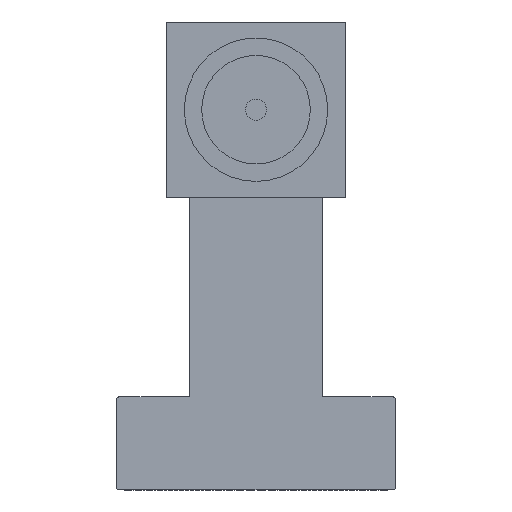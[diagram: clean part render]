
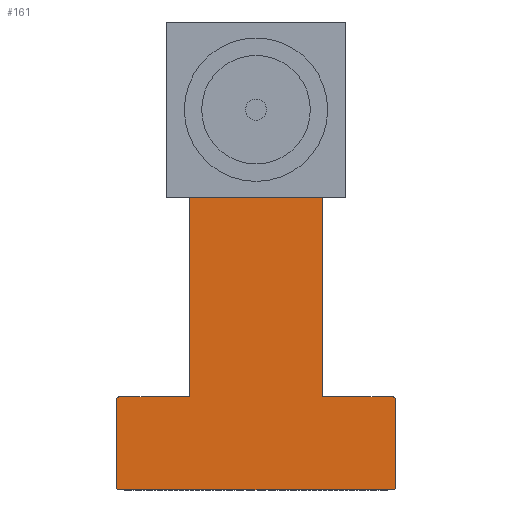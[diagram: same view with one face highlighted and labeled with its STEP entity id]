
A CAD part, top view. The second image highlights one B-rep face of the part: STEP entity #161.
In plain terms, the highlighted planar face has unit normal (0, 0, 1).
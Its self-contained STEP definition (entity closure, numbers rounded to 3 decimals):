
#54 = CARTESIAN_POINT ( 'NONE',  ( 3.1, -12.96, 2.3 ) ) ;
#97 = ORIENTED_EDGE ( 'NONE', *, *, #100, .T. ) ;
#100 = EDGE_CURVE ( 'NONE', #4722, #3836, #4474, .T. ) ;
#113 = DIRECTION ( 'NONE',  ( -1., 0., 0. ) ) ;
#161 = ADVANCED_FACE ( 'NONE', ( #4639 ), #577, .F. ) ;
#192 = CARTESIAN_POINT ( 'NONE',  ( 0., 0., 2.3 ) ) ;
#202 = CARTESIAN_POINT ( 'NONE',  ( 6.19, -17.06, 2.3 ) ) ;
#227 = DIRECTION ( 'NONE',  ( 0., 0., 1. ) ) ;
#241 = DIRECTION ( 'NONE',  ( 0., 0., 1. ) ) ;
#259 = DIRECTION ( 'NONE',  ( -1., 0., 0. ) ) ;
#331 = ORIENTED_EDGE ( 'NONE', *, *, #747, .T. ) ;
#343 = CIRCLE ( 'NONE', #3158, 0.1 ) ;
#347 = DIRECTION ( 'NONE',  ( -1., 0., 0. ) ) ;
#361 = VERTEX_POINT ( 'NONE', #3978 ) ;
#364 = EDGE_CURVE ( 'NONE', #4265, #3478, #1393, .T. ) ;
#384 = CARTESIAN_POINT ( 'NONE',  ( -6.19, -13.06, 2.3 ) ) ;
#410 = LINE ( 'NONE', #4074, #2417 ) ;
#443 = CARTESIAN_POINT ( 'NONE',  ( -6.19, -12.96, 2.3 ) ) ;
#507 = CARTESIAN_POINT ( 'NONE',  ( -3.1, -12.96, 2.3 ) ) ;
#538 = CIRCLE ( 'NONE', #4036, 0.1 ) ;
#577 = PLANE ( 'NONE',  #3022 ) ;
#595 = DIRECTION ( 'NONE',  ( -1., 0., 0. ) ) ;
#649 = VERTEX_POINT ( 'NONE', #3210 ) ;
#686 = VERTEX_POINT ( 'NONE', #3863 ) ;
#714 = ORIENTED_EDGE ( 'NONE', *, *, #3572, .T. ) ;
#747 = EDGE_CURVE ( 'NONE', #3836, #4433, #2746, .T. ) ;
#770 = ORIENTED_EDGE ( 'NONE', *, *, #894, .F. ) ;
#797 = DIRECTION ( 'NONE',  ( 0., -1., 0. ) ) ;
#810 = VERTEX_POINT ( 'NONE', #507 ) ;
#843 = CARTESIAN_POINT ( 'NONE',  ( -6.19, -17.06, 2.3 ) ) ;
#881 = VECTOR ( 'NONE', #3847, 1000. ) ;
#891 = DIRECTION ( 'NONE',  ( 0., 0., 1. ) ) ;
#894 = EDGE_CURVE ( 'NONE', #3690, #4521, #410, .T. ) ;
#897 = ORIENTED_EDGE ( 'NONE', *, *, #1183, .T. ) ;
#904 = DIRECTION ( 'NONE',  ( -1., 0., 0. ) ) ;
#920 = DIRECTION ( 'NONE',  ( -1., 0., 0. ) ) ;
#1071 = EDGE_CURVE ( 'NONE', #361, #810, #343, .T. ) ;
#1099 = EDGE_CURVE ( 'NONE', #3690, #649, #2218, .T. ) ;
#1118 = DIRECTION ( 'NONE',  ( 0., 0., -1. ) ) ;
#1151 = CARTESIAN_POINT ( 'NONE',  ( -3.1, -12.86, 2.3 ) ) ;
#1183 = EDGE_CURVE ( 'NONE', #4433, #4521, #4697, .T. ) ;
#1316 = LINE ( 'NONE', #3984, #2681 ) ;
#1380 = EDGE_CURVE ( 'NONE', #2644, #686, #3861, .T. ) ;
#1393 = LINE ( 'NONE', #3763, #1517 ) ;
#1423 = EDGE_CURVE ( 'NONE', #3478, #2644, #1762, .T. ) ;
#1516 = EDGE_CURVE ( 'NONE', #3348, #4265, #538, .T. ) ;
#1517 = VECTOR ( 'NONE', #113, 1000. ) ;
#1534 = CARTESIAN_POINT ( 'NONE',  ( 6.29, -13.06, 2.3 ) ) ;
#1669 = CARTESIAN_POINT ( 'NONE',  ( -6.19, -17.16, 2.3 ) ) ;
#1679 = DIRECTION ( 'NONE',  ( -1., 0., 0. ) ) ;
#1762 = CIRCLE ( 'NONE', #3314, 0.1 ) ;
#1764 = DIRECTION ( 'NONE',  ( 0., -1., 0. ) ) ;
#1770 = ORIENTED_EDGE ( 'NONE', *, *, #2838, .F. ) ;
#1790 = VECTOR ( 'NONE', #797, 1000. ) ;
#1900 = LINE ( 'NONE', #3786, #1790 ) ;
#1959 = VECTOR ( 'NONE', #4608, 1000. ) ;
#2218 = CIRCLE ( 'NONE', #3413, 0.1 ) ;
#2248 = ORIENTED_EDGE ( 'NONE', *, *, #4694, .T. ) ;
#2254 = ORIENTED_EDGE ( 'NONE', *, *, #1071, .T. ) ;
#2271 = ORIENTED_EDGE ( 'NONE', *, *, #1423, .T. ) ;
#2337 = ORIENTED_EDGE ( 'NONE', *, *, #1099, .T. ) ;
#2348 = DIRECTION ( 'NONE',  ( -1., 0., 0. ) ) ;
#2364 = EDGE_CURVE ( 'NONE', #3348, #649, #1316, .T. ) ;
#2416 = DIRECTION ( 'NONE',  ( 0., 0., 1. ) ) ;
#2417 = VECTOR ( 'NONE', #2348, 1000. ) ;
#2510 = CARTESIAN_POINT ( 'NONE',  ( 6.19, -17.16, 2.3 ) ) ;
#2644 = VERTEX_POINT ( 'NONE', #3402 ) ;
#2681 = VECTOR ( 'NONE', #1764, 1000. ) ;
#2746 = LINE ( 'NONE', #4371, #4689 ) ;
#2771 = CARTESIAN_POINT ( 'NONE',  ( 0., -12.96, 2.3 ) ) ;
#2816 = ORIENTED_EDGE ( 'NONE', *, *, #1516, .T. ) ;
#2826 = DIRECTION ( 'NONE',  ( 0., 0., -1. ) ) ;
#2838 = EDGE_CURVE ( 'NONE', #4722, #810, #2958, .T. ) ;
#2958 = LINE ( 'NONE', #2771, #1959 ) ;
#3022 = AXIS2_PLACEMENT_3D ( 'NONE', #192, #2826, #595 ) ;
#3141 = ORIENTED_EDGE ( 'NONE', *, *, #1380, .T. ) ;
#3158 = AXIS2_PLACEMENT_3D ( 'NONE', #1151, #1118, #904 ) ;
#3210 = CARTESIAN_POINT ( 'NONE',  ( 6.29, -17.06, 2.3 ) ) ;
#3314 = AXIS2_PLACEMENT_3D ( 'NONE', #4300, #4323, #4332 ) ;
#3348 = VERTEX_POINT ( 'NONE', #1534 ) ;
#3360 = VECTOR ( 'NONE', #1679, 1000. ) ;
#3402 = CARTESIAN_POINT ( 'NONE',  ( 3., -12.86, 2.3 ) ) ;
#3413 = AXIS2_PLACEMENT_3D ( 'NONE', #202, #241, #259 ) ;
#3475 = CARTESIAN_POINT ( 'NONE',  ( -6.29, -13.06, 2.3 ) ) ;
#3478 = VERTEX_POINT ( 'NONE', #54 ) ;
#3489 = LINE ( 'NONE', #4624, #3360 ) ;
#3572 = EDGE_CURVE ( 'NONE', #686, #4401, #3489, .T. ) ;
#3583 = ORIENTED_EDGE ( 'NONE', *, *, #364, .T. ) ;
#3657 = AXIS2_PLACEMENT_3D ( 'NONE', #843, #891, #920 ) ;
#3690 = VERTEX_POINT ( 'NONE', #2510 ) ;
#3754 = CARTESIAN_POINT ( 'NONE',  ( 3., 0., 2.3 ) ) ;
#3763 = CARTESIAN_POINT ( 'NONE',  ( 0., -12.96, 2.3 ) ) ;
#3778 = CARTESIAN_POINT ( 'NONE',  ( 6.19, -12.96, 2.3 ) ) ;
#3786 = CARTESIAN_POINT ( 'NONE',  ( -3., 0., 2.3 ) ) ;
#3836 = VERTEX_POINT ( 'NONE', #3475 ) ;
#3847 = DIRECTION ( 'NONE',  ( 0., 1., 0. ) ) ;
#3861 = LINE ( 'NONE', #3754, #881 ) ;
#3863 = CARTESIAN_POINT ( 'NONE',  ( 3., -3.96, 2.3 ) ) ;
#3869 = AXIS2_PLACEMENT_3D ( 'NONE', #384, #2416, #4248 ) ;
#3875 = CARTESIAN_POINT ( 'NONE',  ( -6.29, -17.06, 2.3 ) ) ;
#3978 = CARTESIAN_POINT ( 'NONE',  ( -3., -12.86, 2.3 ) ) ;
#3984 = CARTESIAN_POINT ( 'NONE',  ( 6.29, 0., 2.3 ) ) ;
#4036 = AXIS2_PLACEMENT_3D ( 'NONE', #4665, #227, #347 ) ;
#4074 = CARTESIAN_POINT ( 'NONE',  ( 0., -17.16, 2.3 ) ) ;
#4104 = EDGE_LOOP ( 'NONE', ( #331, #897, #770, #2337, #4780, #2816, #3583, #2271, #3141, #714, #2248, #2254, #1770, #97 ) ) ;
#4248 = DIRECTION ( 'NONE',  ( -1., 0., 0. ) ) ;
#4265 = VERTEX_POINT ( 'NONE', #3778 ) ;
#4300 = CARTESIAN_POINT ( 'NONE',  ( 3.1, -12.86, 2.3 ) ) ;
#4323 = DIRECTION ( 'NONE',  ( 0., 0., -1. ) ) ;
#4332 = DIRECTION ( 'NONE',  ( -1., 0., 0. ) ) ;
#4371 = CARTESIAN_POINT ( 'NONE',  ( -6.29, 0., 2.3 ) ) ;
#4401 = VERTEX_POINT ( 'NONE', #4579 ) ;
#4431 = DIRECTION ( 'NONE',  ( 0., -1., 0. ) ) ;
#4433 = VERTEX_POINT ( 'NONE', #3875 ) ;
#4474 = CIRCLE ( 'NONE', #3869, 0.1 ) ;
#4521 = VERTEX_POINT ( 'NONE', #1669 ) ;
#4579 = CARTESIAN_POINT ( 'NONE',  ( -3., -3.96, 2.3 ) ) ;
#4608 = DIRECTION ( 'NONE',  ( 1., 0., 0. ) ) ;
#4624 = CARTESIAN_POINT ( 'NONE',  ( 0., -3.96, 2.3 ) ) ;
#4639 = FACE_OUTER_BOUND ( 'NONE', #4104, .T. ) ;
#4665 = CARTESIAN_POINT ( 'NONE',  ( 6.19, -13.06, 2.3 ) ) ;
#4689 = VECTOR ( 'NONE', #4431, 1000. ) ;
#4694 = EDGE_CURVE ( 'NONE', #4401, #361, #1900, .T. ) ;
#4697 = CIRCLE ( 'NONE', #3657, 0.1 ) ;
#4722 = VERTEX_POINT ( 'NONE', #443 ) ;
#4780 = ORIENTED_EDGE ( 'NONE', *, *, #2364, .F. ) ;
